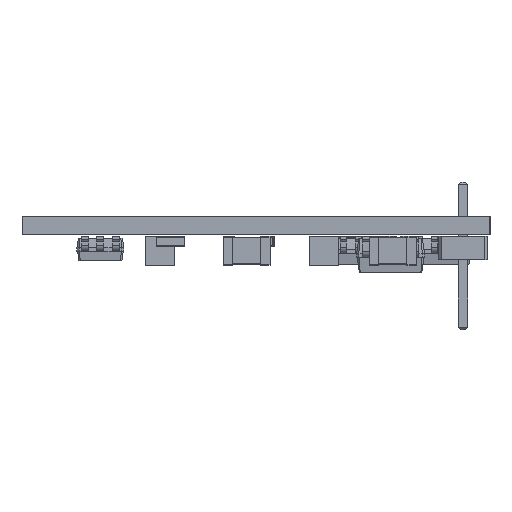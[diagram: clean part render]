
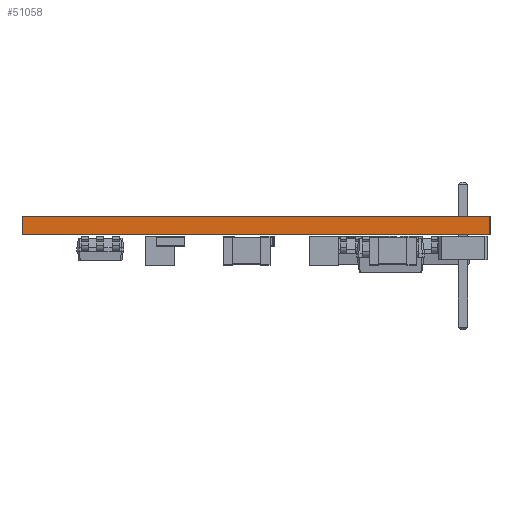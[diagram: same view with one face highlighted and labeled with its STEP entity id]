
A CAD part, left-side view. The second image highlights one B-rep face of the part: STEP entity #51058.
In plain terms, the highlighted planar face has unit normal (-1, 0, 0).
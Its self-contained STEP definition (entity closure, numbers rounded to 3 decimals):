
#51058 = ADVANCED_FACE('',(#51059),#51073,.F.);
#51059 = FACE_BOUND('',#51060,.F.);
#51060 = EDGE_LOOP('',(#51061,#51096,#51124,#51152));
#51061 = ORIENTED_EDGE('',*,*,#51062,.T.);
#51062 = EDGE_CURVE('',#51063,#51065,#51067,.T.);
#51063 = VERTEX_POINT('',#51064);
#51064 = CARTESIAN_POINT('',(27.,-27.,0.));
#51065 = VERTEX_POINT('',#51066);
#51066 = CARTESIAN_POINT('',(27.,-27.,0.8));
#51067 = SURFACE_CURVE('',#51068,(#51072,#51084),.PCURVE_S1.);
#51068 = LINE('',#51069,#51070);
#51069 = CARTESIAN_POINT('',(27.,-27.,0.));
#51070 = VECTOR('',#51071,1.);
#51071 = DIRECTION('',(0.,0.,1.));
#51072 = PCURVE('',#51073,#51078);
#51073 = PLANE('',#51074);
#51074 = AXIS2_PLACEMENT_3D('',#51075,#51076,#51077);
#51075 = CARTESIAN_POINT('',(27.,-27.,0.));
#51076 = DIRECTION('',(1.,0.,0.));
#51077 = DIRECTION('',(0.,-1.,0.));
#51078 = DEFINITIONAL_REPRESENTATION('',(#51079),#51083);
#51079 = LINE('',#51080,#51081);
#51080 = CARTESIAN_POINT('',(0.,0.));
#51081 = VECTOR('',#51082,1.);
#51082 = DIRECTION('',(0.,-1.));
#51083 = ( GEOMETRIC_REPRESENTATION_CONTEXT(2) 
PARAMETRIC_REPRESENTATION_CONTEXT() REPRESENTATION_CONTEXT('2D SPACE',''
  ) );
#51084 = PCURVE('',#51085,#51090);
#51085 = PLANE('',#51086);
#51086 = AXIS2_PLACEMENT_3D('',#51087,#51088,#51089);
#51087 = CARTESIAN_POINT('',(35.4,-27.,0.));
#51088 = DIRECTION('',(0.,-1.,0.));
#51089 = DIRECTION('',(-1.,0.,0.));
#51090 = DEFINITIONAL_REPRESENTATION('',(#51091),#51095);
#51091 = LINE('',#51092,#51093);
#51092 = CARTESIAN_POINT('',(8.4,0.));
#51093 = VECTOR('',#51094,1.);
#51094 = DIRECTION('',(0.,-1.));
#51095 = ( GEOMETRIC_REPRESENTATION_CONTEXT(2) 
PARAMETRIC_REPRESENTATION_CONTEXT() REPRESENTATION_CONTEXT('2D SPACE',''
  ) );
#51096 = ORIENTED_EDGE('',*,*,#51097,.T.);
#51097 = EDGE_CURVE('',#51065,#51098,#51100,.T.);
#51098 = VERTEX_POINT('',#51099);
#51099 = CARTESIAN_POINT('',(27.,-47.,0.8));
#51100 = SURFACE_CURVE('',#51101,(#51105,#51112),.PCURVE_S1.);
#51101 = LINE('',#51102,#51103);
#51102 = CARTESIAN_POINT('',(27.,-27.,0.8));
#51103 = VECTOR('',#51104,1.);
#51104 = DIRECTION('',(0.,-1.,0.));
#51105 = PCURVE('',#51073,#51106);
#51106 = DEFINITIONAL_REPRESENTATION('',(#51107),#51111);
#51107 = LINE('',#51108,#51109);
#51108 = CARTESIAN_POINT('',(0.,-0.8));
#51109 = VECTOR('',#51110,1.);
#51110 = DIRECTION('',(1.,0.));
#51111 = ( GEOMETRIC_REPRESENTATION_CONTEXT(2) 
PARAMETRIC_REPRESENTATION_CONTEXT() REPRESENTATION_CONTEXT('2D SPACE',''
  ) );
#51112 = PCURVE('',#51113,#51118);
#51113 = PLANE('',#51114);
#51114 = AXIS2_PLACEMENT_3D('',#51115,#51116,#51117);
#51115 = CARTESIAN_POINT('',(39.875,-36.012,0.8));
#51116 = DIRECTION('',(0.,0.,1.));
#51117 = DIRECTION('',(1.,0.,0.));
#51118 = DEFINITIONAL_REPRESENTATION('',(#51119),#51123);
#51119 = LINE('',#51120,#51121);
#51120 = CARTESIAN_POINT('',(-12.875,9.012));
#51121 = VECTOR('',#51122,1.);
#51122 = DIRECTION('',(0.,-1.));
#51123 = ( GEOMETRIC_REPRESENTATION_CONTEXT(2) 
PARAMETRIC_REPRESENTATION_CONTEXT() REPRESENTATION_CONTEXT('2D SPACE',''
  ) );
#51124 = ORIENTED_EDGE('',*,*,#51125,.F.);
#51125 = EDGE_CURVE('',#51126,#51098,#51128,.T.);
#51126 = VERTEX_POINT('',#51127);
#51127 = CARTESIAN_POINT('',(27.,-47.,0.));
#51128 = SURFACE_CURVE('',#51129,(#51133,#51140),.PCURVE_S1.);
#51129 = LINE('',#51130,#51131);
#51130 = CARTESIAN_POINT('',(27.,-47.,0.));
#51131 = VECTOR('',#51132,1.);
#51132 = DIRECTION('',(0.,0.,1.));
#51133 = PCURVE('',#51073,#51134);
#51134 = DEFINITIONAL_REPRESENTATION('',(#51135),#51139);
#51135 = LINE('',#51136,#51137);
#51136 = CARTESIAN_POINT('',(20.,0.));
#51137 = VECTOR('',#51138,1.);
#51138 = DIRECTION('',(0.,-1.));
#51139 = ( GEOMETRIC_REPRESENTATION_CONTEXT(2) 
PARAMETRIC_REPRESENTATION_CONTEXT() REPRESENTATION_CONTEXT('2D SPACE',''
  ) );
#51140 = PCURVE('',#51141,#51146);
#51141 = PLANE('',#51142);
#51142 = AXIS2_PLACEMENT_3D('',#51143,#51144,#51145);
#51143 = CARTESIAN_POINT('',(27.,-47.,0.));
#51144 = DIRECTION('',(0.,1.,0.));
#51145 = DIRECTION('',(1.,0.,0.));
#51146 = DEFINITIONAL_REPRESENTATION('',(#51147),#51151);
#51147 = LINE('',#51148,#51149);
#51148 = CARTESIAN_POINT('',(0.,0.));
#51149 = VECTOR('',#51150,1.);
#51150 = DIRECTION('',(0.,-1.));
#51151 = ( GEOMETRIC_REPRESENTATION_CONTEXT(2) 
PARAMETRIC_REPRESENTATION_CONTEXT() REPRESENTATION_CONTEXT('2D SPACE',''
  ) );
#51152 = ORIENTED_EDGE('',*,*,#51153,.F.);
#51153 = EDGE_CURVE('',#51063,#51126,#51154,.T.);
#51154 = SURFACE_CURVE('',#51155,(#51159,#51166),.PCURVE_S1.);
#51155 = LINE('',#51156,#51157);
#51156 = CARTESIAN_POINT('',(27.,-27.,0.));
#51157 = VECTOR('',#51158,1.);
#51158 = DIRECTION('',(0.,-1.,0.));
#51159 = PCURVE('',#51073,#51160);
#51160 = DEFINITIONAL_REPRESENTATION('',(#51161),#51165);
#51161 = LINE('',#51162,#51163);
#51162 = CARTESIAN_POINT('',(0.,0.));
#51163 = VECTOR('',#51164,1.);
#51164 = DIRECTION('',(1.,0.));
#51165 = ( GEOMETRIC_REPRESENTATION_CONTEXT(2) 
PARAMETRIC_REPRESENTATION_CONTEXT() REPRESENTATION_CONTEXT('2D SPACE',''
  ) );
#51166 = PCURVE('',#51167,#51172);
#51167 = PLANE('',#51168);
#51168 = AXIS2_PLACEMENT_3D('',#51169,#51170,#51171);
#51169 = CARTESIAN_POINT('',(39.875,-36.012,0.));
#51170 = DIRECTION('',(0.,0.,1.));
#51171 = DIRECTION('',(1.,0.,0.));
#51172 = DEFINITIONAL_REPRESENTATION('',(#51173),#51177);
#51173 = LINE('',#51174,#51175);
#51174 = CARTESIAN_POINT('',(-12.875,9.012));
#51175 = VECTOR('',#51176,1.);
#51176 = DIRECTION('',(0.,-1.));
#51177 = ( GEOMETRIC_REPRESENTATION_CONTEXT(2) 
PARAMETRIC_REPRESENTATION_CONTEXT() REPRESENTATION_CONTEXT('2D SPACE',''
  ) );
